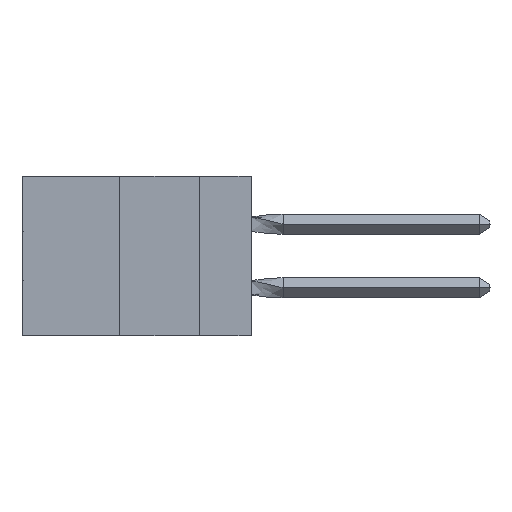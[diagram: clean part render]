
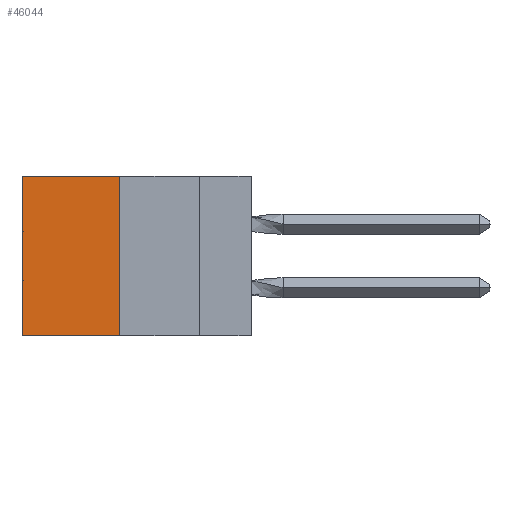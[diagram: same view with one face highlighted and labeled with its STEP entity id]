
A CAD part, left-side view. The second image highlights one B-rep face of the part: STEP entity #46044.
In plain terms, the highlighted planar face has unit normal (-1, 0, 0).
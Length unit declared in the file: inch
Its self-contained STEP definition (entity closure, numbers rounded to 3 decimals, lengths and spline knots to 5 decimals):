
#1116 = CARTESIAN_POINT ( 'NONE',  ( 0.305, 0.72, 0. ) ) ;
#1631 = VECTOR ( 'NONE', #38027, 39.37008 ) ;
#2046 = FACE_OUTER_BOUND ( 'NONE', #36980, .T. ) ;
#4245 = ORIENTED_EDGE ( 'NONE', *, *, #7908, .F. ) ;
#4991 = CARTESIAN_POINT ( 'NONE',  ( 0.305, 0.72, -0.5 ) ) ;
#5930 = DIRECTION ( 'NONE',  ( 1., 0., 0. ) ) ;
#6861 = EDGE_CURVE ( 'NONE', #18850, #18917, #15269, .T. ) ;
#7908 = EDGE_CURVE ( 'NONE', #18850, #22022, #35590, .T. ) ;
#9263 = CARTESIAN_POINT ( 'NONE',  ( 0.305, 0.72, -0.5 ) ) ;
#12509 = VECTOR ( 'NONE', #27680, 39.37008 ) ;
#14124 = CARTESIAN_POINT ( 'NONE',  ( 0.305, 0.413, 0. ) ) ;
#15269 = LINE ( 'NONE', #31619, #12509 ) ;
#16252 = DIRECTION ( 'NONE',  ( 0., 0., -1. ) ) ;
#16495 = DIRECTION ( 'NONE',  ( 0., 1., 0. ) ) ;
#16560 = CARTESIAN_POINT ( 'NONE',  ( 0.305, 0.413, -0.5 ) ) ;
#16868 = CARTESIAN_POINT ( 'NONE',  ( 0.305, 0.413, -0.5 ) ) ;
#17369 = LINE ( 'NONE', #9263, #1631 ) ;
#18236 = EDGE_CURVE ( 'NONE', #22022, #33983, #35358, .T. ) ;
#18608 = VECTOR ( 'NONE', #42792, 39.37008 ) ;
#18850 = VERTEX_POINT ( 'NONE', #14124 ) ;
#18917 = VERTEX_POINT ( 'NONE', #1116 ) ;
#21349 = AXIS2_PLACEMENT_3D ( 'NONE', #16560, #5930, #16252 ) ;
#21940 = EDGE_CURVE ( 'NONE', #18917, #33983, #17369, .T. ) ;
#22022 = VERTEX_POINT ( 'NONE', #16868 ) ;
#22392 = ORIENTED_EDGE ( 'NONE', *, *, #21940, .T. ) ;
#24580 = VECTOR ( 'NONE', #16495, 39.37008 ) ;
#26723 = ORIENTED_EDGE ( 'NONE', *, *, #6861, .T. ) ;
#27680 = DIRECTION ( 'NONE',  ( 0., 1., 0. ) ) ;
#27954 = ORIENTED_EDGE ( 'NONE', *, *, #18236, .F. ) ;
#31619 = CARTESIAN_POINT ( 'NONE',  ( 0.305, 0.413, 0. ) ) ;
#32248 = CARTESIAN_POINT ( 'NONE',  ( 0.305, 0.413, -0.5 ) ) ;
#33663 = PLANE ( 'NONE',  #21349 ) ;
#33983 = VERTEX_POINT ( 'NONE', #4991 ) ;
#34520 = CARTESIAN_POINT ( 'NONE',  ( 0.305, 0.413, -0.5 ) ) ;
#35358 = LINE ( 'NONE', #34520, #24580 ) ;
#35590 = LINE ( 'NONE', #32248, #18608 ) ;
#36980 = EDGE_LOOP ( 'NONE', ( #22392, #27954, #4245, #26723 ) ) ;
#38027 = DIRECTION ( 'NONE',  ( 0., 0., -1. ) ) ;
#42792 = DIRECTION ( 'NONE',  ( 0., 0., -1. ) ) ;
#46044 = ADVANCED_FACE ( 'NONE', ( #2046 ), #33663, .F. ) ;
